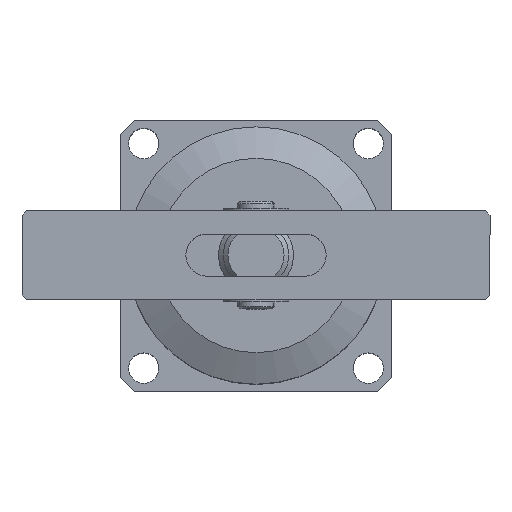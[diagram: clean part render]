
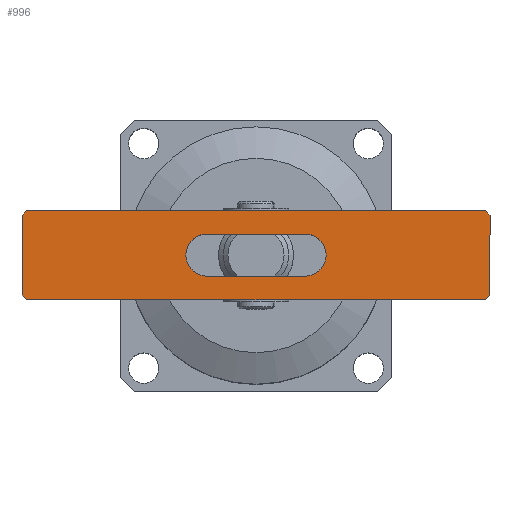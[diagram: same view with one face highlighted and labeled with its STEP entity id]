
A CAD part, top view. The second image highlights one B-rep face of the part: STEP entity #996.
In plain terms, the highlighted face is planar.
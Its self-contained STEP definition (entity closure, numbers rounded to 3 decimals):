
#174 = AXIS2_PLACEMENT_3D ( 'NONE', #6747, #6748, #6749 ) ;
#176 = AXIS2_PLACEMENT_3D ( 'NONE', #6738, #6739, #6740 ) ;
#493 = FACE_OUTER_BOUND ( 'NONE', #5990, .T. ) ;
#498 = FACE_BOUND ( 'NONE', #5984, .T. ) ;
#707 = CARTESIAN_POINT ( 'NONE',  ( -49., -9.5, 19. ) ) ;
#708 = CARTESIAN_POINT ( 'NONE',  ( -50., -9.5, 18. ) ) ;
#722 = CARTESIAN_POINT ( 'NONE',  ( 50., -9.5, 18. ) ) ;
#996 = ADVANCED_FACE ( 'NONE', ( #498, #493 ), #5766, .F. ) ;
#1077 = ORIENTED_EDGE ( 'NONE', *, *, #6894, .T. ) ;
#1084 = ORIENTED_EDGE ( 'NONE', *, *, #6900, .T. ) ;
#1099 = ORIENTED_EDGE ( 'NONE', *, *, #6899, .T. ) ;
#1102 = ORIENTED_EDGE ( 'NONE', *, *, #6889, .T. ) ;
#1105 = ORIENTED_EDGE ( 'NONE', *, *, #6897, .T. ) ;
#1118 = ORIENTED_EDGE ( 'NONE', *, *, #6891, .T. ) ;
#1122 = ORIENTED_EDGE ( 'NONE', *, *, #6918, .F. ) ;
#1153 = ORIENTED_EDGE ( 'NONE', *, *, #6896, .T. ) ;
#1167 = ORIENTED_EDGE ( 'NONE', *, *, #6901, .T. ) ;
#1170 = ORIENTED_EDGE ( 'NONE', *, *, #6903, .T. ) ;
#1171 = ORIENTED_EDGE ( 'NONE', *, *, #6893, .T. ) ;
#1174 = ORIENTED_EDGE ( 'NONE', *, *, #6890, .F. ) ;
#1626 = CARTESIAN_POINT ( 'NONE',  ( 49., -9.5, 19. ) ) ;
#2286 = VERTEX_POINT ( 'NONE', #708 ) ;
#2287 = VERTEX_POINT ( 'NONE', #707 ) ;
#2371 = VERTEX_POINT ( 'NONE', #722 ) ;
#3125 = CARTESIAN_POINT ( 'NONE',  ( -10.5, -9.5, 14. ) ) ;
#3170 = CARTESIAN_POINT ( 'NONE',  ( 49., -9.5, 0. ) ) ;
#3174 = CARTESIAN_POINT ( 'NONE',  ( -49., -9.5, 0. ) ) ;
#3191 = CARTESIAN_POINT ( 'NONE',  ( 10.5, -9.5, 14. ) ) ;
#3192 = CARTESIAN_POINT ( 'NONE',  ( 10.5, -9.5, 5. ) ) ;
#3200 = CARTESIAN_POINT ( 'NONE',  ( -10.5, -9.5, 5. ) ) ;
#3559 = AXIS2_PLACEMENT_3D ( 'NONE', #5776, #5764, #5763 ) ;
#4084 = VERTEX_POINT ( 'NONE', #5323 ) ;
#4088 = VERTEX_POINT ( 'NONE', #5326 ) ;
#4130 = VERTEX_POINT ( 'NONE', #3125 ) ;
#4175 = VERTEX_POINT ( 'NONE', #3170 ) ;
#4179 = VERTEX_POINT ( 'NONE', #3174 ) ;
#4196 = VERTEX_POINT ( 'NONE', #3191 ) ;
#4197 = VERTEX_POINT ( 'NONE', #3192 ) ;
#4205 = VERTEX_POINT ( 'NONE', #3200 ) ;
#4748 = LINE ( 'NONE', #6718, #4752 ) ;
#4750 = LINE ( 'NONE', #6717, #4754 ) ;
#4751 = LINE ( 'NONE', #6716, #4756 ) ;
#4752 = VECTOR ( 'NONE', #6714, 1000. ) ;
#4754 = VECTOR ( 'NONE', #6723, 1000. ) ;
#4756 = VECTOR ( 'NONE', #6725, 1000. ) ;
#4757 = LINE ( 'NONE', #6724, #4759 ) ;
#4758 = LINE ( 'NONE', #6731, #4761 ) ;
#4759 = VECTOR ( 'NONE', #6722, 1000. ) ;
#4761 = VECTOR ( 'NONE', #6732, 1000. ) ;
#4762 = LINE ( 'NONE', #6726, #4764 ) ;
#4763 = CIRCLE ( 'NONE', #176, 4.5 ) ;
#4764 = VECTOR ( 'NONE', #6727, 1000. ) ;
#4765 = LINE ( 'NONE', #6746, #4775 ) ;
#4766 = LINE ( 'NONE', #6737, #4768 ) ;
#4767 = CIRCLE ( 'NONE', #174, 4.5 ) ;
#4768 = VECTOR ( 'NONE', #6736, 1000. ) ;
#4769 = LINE ( 'NONE', #6741, #4771 ) ;
#4771 = VECTOR ( 'NONE', #6742, 1000. ) ;
#4775 = VECTOR ( 'NONE', #6753, 1000. ) ;
#4797 = LINE ( 'NONE', #6784, #4801 ) ;
#4801 = VECTOR ( 'NONE', #6782, 1000. ) ;
#5323 = CARTESIAN_POINT ( 'NONE',  ( -50., -9.5, 1. ) ) ;
#5326 = CARTESIAN_POINT ( 'NONE',  ( 50., -9.5, 1. ) ) ;
#5763 = DIRECTION ( 'NONE',  ( 0., 0., 1. ) ) ;
#5764 = DIRECTION ( 'NONE',  ( 0., 1., 0. ) ) ;
#5766 = PLANE ( 'NONE',  #3559 ) ;
#5776 = CARTESIAN_POINT ( 'NONE',  ( -50., -9.5, 19. ) ) ;
#5984 = EDGE_LOOP ( 'NONE', ( #1167, #1084, #1099, #1105 ) ) ;
#5990 = EDGE_LOOP ( 'NONE', ( #1170, #1153, #1077, #1171, #1122, #1118, #1174, #1102 ) ) ;
#6100 = VERTEX_POINT ( 'NONE', #1626 ) ;
#6714 = DIRECTION ( 'NONE',  ( -0.707, 0., -0.707 ) ) ;
#6716 = CARTESIAN_POINT ( 'NONE',  ( 49., -9.5, 19. ) ) ;
#6717 = CARTESIAN_POINT ( 'NONE',  ( -50., -9.5, 19. ) ) ;
#6718 = CARTESIAN_POINT ( 'NONE',  ( -49., -9.5, 19. ) ) ;
#6722 = DIRECTION ( 'NONE',  ( 0.707, 0., 0.707 ) ) ;
#6723 = DIRECTION ( 'NONE',  ( 1., 0., 0. ) ) ;
#6724 = CARTESIAN_POINT ( 'NONE',  ( 50., -9.5, 1. ) ) ;
#6725 = DIRECTION ( 'NONE',  ( -0.707, 0., 0.707 ) ) ;
#6726 = CARTESIAN_POINT ( 'NONE',  ( -50., -9.5, 1. ) ) ;
#6727 = DIRECTION ( 'NONE',  ( 0.707, 0., -0.707 ) ) ;
#6731 = CARTESIAN_POINT ( 'NONE',  ( -50., -9.5, 0. ) ) ;
#6732 = DIRECTION ( 'NONE',  ( 1., 0., 0. ) ) ;
#6736 = DIRECTION ( 'NONE',  ( 1., 0., 0. ) ) ;
#6737 = CARTESIAN_POINT ( 'NONE',  ( -10.5, -9.5, 14. ) ) ;
#6738 = CARTESIAN_POINT ( 'NONE',  ( 10.5, -9.5, 9.5 ) ) ;
#6739 = DIRECTION ( 'NONE',  ( 0., 1., 0. ) ) ;
#6740 = DIRECTION ( 'NONE',  ( 0., 0., 1. ) ) ;
#6741 = CARTESIAN_POINT ( 'NONE',  ( -10.5, -9.5, 5. ) ) ;
#6742 = DIRECTION ( 'NONE',  ( -1., 0., 0. ) ) ;
#6746 = CARTESIAN_POINT ( 'NONE',  ( -50., -9.5, 19. ) ) ;
#6747 = CARTESIAN_POINT ( 'NONE',  ( -10.5, -9.5, 9.5 ) ) ;
#6748 = DIRECTION ( 'NONE',  ( 0., 1., 0. ) ) ;
#6749 = DIRECTION ( 'NONE',  ( 0., 0., 1. ) ) ;
#6753 = DIRECTION ( 'NONE',  ( 0., 0., -1. ) ) ;
#6782 = DIRECTION ( 'NONE',  ( 0., 0., -1. ) ) ;
#6784 = CARTESIAN_POINT ( 'NONE',  ( 50., -9.5, 19. ) ) ;
#6889 = EDGE_CURVE ( 'NONE', #2287, #2286, #4748, .T. ) ;
#6890 = EDGE_CURVE ( 'NONE', #2287, #6100, #4750, .T. ) ;
#6891 = EDGE_CURVE ( 'NONE', #2371, #6100, #4751, .T. ) ;
#6893 = EDGE_CURVE ( 'NONE', #4175, #4088, #4757, .T. ) ;
#6894 = EDGE_CURVE ( 'NONE', #4179, #4175, #4758, .T. ) ;
#6896 = EDGE_CURVE ( 'NONE', #4084, #4179, #4762, .T. ) ;
#6897 = EDGE_CURVE ( 'NONE', #4196, #4197, #4763, .T. ) ;
#6899 = EDGE_CURVE ( 'NONE', #4130, #4196, #4766, .T. ) ;
#6900 = EDGE_CURVE ( 'NONE', #4205, #4130, #4767, .T. ) ;
#6901 = EDGE_CURVE ( 'NONE', #4197, #4205, #4769, .T. ) ;
#6903 = EDGE_CURVE ( 'NONE', #2286, #4084, #4765, .T. ) ;
#6918 = EDGE_CURVE ( 'NONE', #2371, #4088, #4797, .T. ) ;
